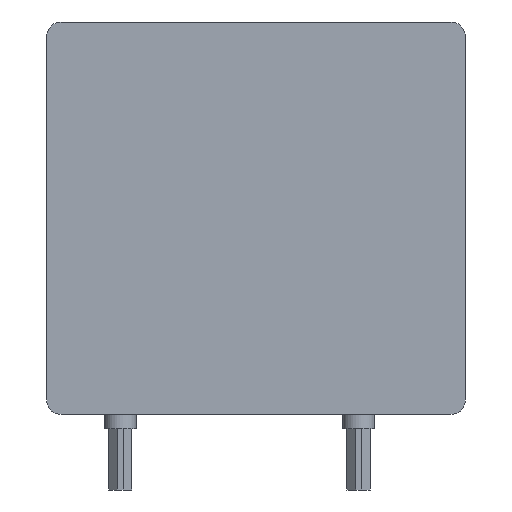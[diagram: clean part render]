
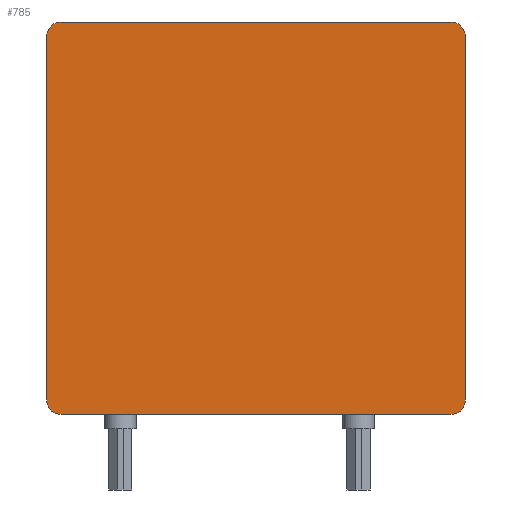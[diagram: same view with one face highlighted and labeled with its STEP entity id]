
A CAD part, left-side view. The second image highlights one B-rep face of the part: STEP entity #785.
In plain terms, the highlighted planar face has unit normal (-1, 0, 0).
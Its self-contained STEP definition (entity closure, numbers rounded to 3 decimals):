
#190 = VERTEX_POINT('',#191);
#191 = CARTESIAN_POINT('',(-1.3,2.03,0.));
#197 = EDGE_CURVE('',#190,#198,#200,.T.);
#198 = VERTEX_POINT('',#199);
#199 = CARTESIAN_POINT('',(-1.3,-11.37,0.));
#200 = LINE('',#201,#202);
#201 = CARTESIAN_POINT('',(-1.3,2.53,0.));
#202 = VECTOR('',#203,1.);
#203 = DIRECTION('',(0.,-1.,0.));
#219 = EDGE_CURVE('',#198,#220,#222,.T.);
#220 = VERTEX_POINT('',#221);
#221 = CARTESIAN_POINT('',(-1.3,-11.87,0.5));
#222 = CIRCLE('',#223,0.5);
#223 = AXIS2_PLACEMENT_3D('',#224,#225,#226);
#224 = CARTESIAN_POINT('',(-1.3,-11.37,0.5));
#225 = DIRECTION('',(-1.,0.,-0.));
#226 = DIRECTION('',(-0.,0.,1.));
#246 = EDGE_CURVE('',#247,#190,#249,.T.);
#247 = VERTEX_POINT('',#248);
#248 = CARTESIAN_POINT('',(-1.3,2.53,0.5));
#249 = CIRCLE('',#250,0.5);
#250 = AXIS2_PLACEMENT_3D('',#251,#252,#253);
#251 = CARTESIAN_POINT('',(-1.3,2.03,0.5));
#252 = DIRECTION('',(-1.,0.,0.));
#253 = DIRECTION('',(0.,0.,-1.));
#269 = EDGE_CURVE('',#220,#270,#272,.T.);
#270 = VERTEX_POINT('',#271);
#271 = CARTESIAN_POINT('',(-1.3,-11.87,13.));
#272 = LINE('',#273,#274);
#273 = CARTESIAN_POINT('',(-1.3,-11.87,0.));
#274 = VECTOR('',#275,1.);
#275 = DIRECTION('',(0.,0.,1.));
#700 = VERTEX_POINT('',#701);
#701 = CARTESIAN_POINT('',(-1.3,2.53,13.));
#707 = EDGE_CURVE('',#247,#700,#708,.T.);
#708 = LINE('',#709,#710);
#709 = CARTESIAN_POINT('',(-1.3,2.53,0.));
#710 = VECTOR('',#711,1.);
#711 = DIRECTION('',(0.,0.,1.));
#722 = EDGE_CURVE('',#723,#270,#725,.T.);
#723 = VERTEX_POINT('',#724);
#724 = CARTESIAN_POINT('',(-1.3,-11.37,13.5));
#725 = CIRCLE('',#726,0.5);
#726 = AXIS2_PLACEMENT_3D('',#727,#728,#729);
#727 = CARTESIAN_POINT('',(-1.3,-11.37,13.));
#728 = DIRECTION('',(1.,0.,0.));
#729 = DIRECTION('',(-0.,0.,1.));
#749 = VERTEX_POINT('',#750);
#750 = CARTESIAN_POINT('',(-1.3,2.03,13.5));
#756 = EDGE_CURVE('',#700,#749,#757,.T.);
#757 = CIRCLE('',#758,0.5);
#758 = AXIS2_PLACEMENT_3D('',#759,#760,#761);
#759 = CARTESIAN_POINT('',(-1.3,2.03,13.));
#760 = DIRECTION('',(1.,-0.,0.));
#761 = DIRECTION('',(0.,0.,-1.));
#774 = EDGE_CURVE('',#749,#723,#775,.T.);
#775 = LINE('',#776,#777);
#776 = CARTESIAN_POINT('',(-1.3,2.53,13.5));
#777 = VECTOR('',#778,1.);
#778 = DIRECTION('',(0.,-1.,0.));
#785 = ADVANCED_FACE('',(#786),#796,.F.);
#786 = FACE_BOUND('',#787,.F.);
#787 = EDGE_LOOP('',(#788,#789,#790,#791,#792,#793,#794,#795));
#788 = ORIENTED_EDGE('',*,*,#197,.F.);
#789 = ORIENTED_EDGE('',*,*,#246,.F.);
#790 = ORIENTED_EDGE('',*,*,#707,.T.);
#791 = ORIENTED_EDGE('',*,*,#756,.T.);
#792 = ORIENTED_EDGE('',*,*,#774,.T.);
#793 = ORIENTED_EDGE('',*,*,#722,.T.);
#794 = ORIENTED_EDGE('',*,*,#269,.F.);
#795 = ORIENTED_EDGE('',*,*,#219,.F.);
#796 = PLANE('',#797);
#797 = AXIS2_PLACEMENT_3D('',#798,#799,#800);
#798 = CARTESIAN_POINT('',(-1.3,2.53,0.));
#799 = DIRECTION('',(1.,0.,-0.));
#800 = DIRECTION('',(0.,-1.,0.));
